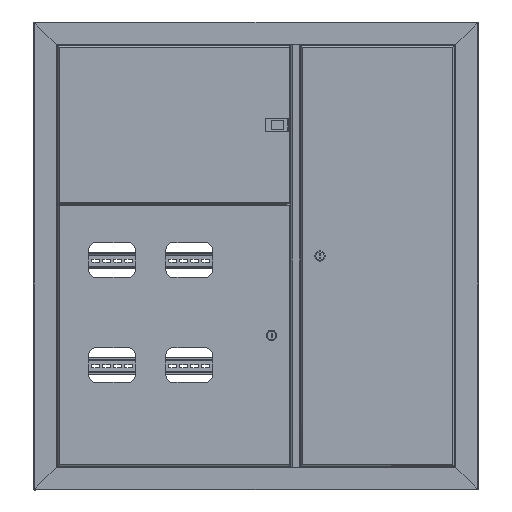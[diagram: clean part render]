
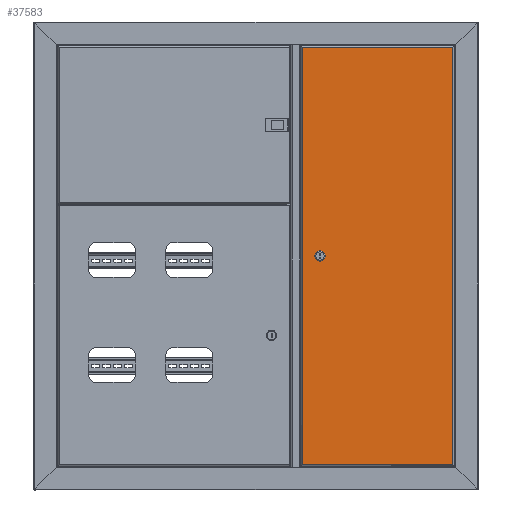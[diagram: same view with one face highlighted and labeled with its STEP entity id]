
A CAD part, top view. The second image highlights one B-rep face of the part: STEP entity #37583.
In plain terms, the highlighted planar face has unit normal (0, 0, 1).
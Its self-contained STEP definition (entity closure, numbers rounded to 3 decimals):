
#536 = CARTESIAN_POINT ( 'NONE',  ( 1.7, 324., 0. ) ) ;
#1357 = ORIENTED_EDGE ( 'NONE', *, *, #44866, .T. ) ;
#1501 = VECTOR ( 'NONE', #4946, 1000. ) ;
#1742 = ORIENTED_EDGE ( 'NONE', *, *, #41032, .F. ) ;
#2686 = EDGE_CURVE ( 'NONE', #43361, #17421, #16936, .T. ) ;
#3421 = CARTESIAN_POINT ( 'NONE',  ( 894.993, 324., 0. ) ) ;
#4109 = VECTOR ( 'NONE', #16674, 1000. ) ;
#4372 = VERTEX_POINT ( 'NONE', #8119 ) ;
#4946 = DIRECTION ( 'NONE',  ( 1., 0., 0. ) ) ;
#5055 = AXIS2_PLACEMENT_3D ( 'NONE', #13613, #42913, #43183 ) ;
#5255 = CARTESIAN_POINT ( 'NONE',  ( 457.45, 40., 0. ) ) ;
#5383 = EDGE_CURVE ( 'NONE', #19314, #26860, #40718, .T. ) ;
#6755 = EDGE_CURVE ( 'NONE', #26860, #45089, #47866, .T. ) ;
#6901 = LINE ( 'NONE', #44359, #13188 ) ;
#8119 = CARTESIAN_POINT ( 'NONE',  ( 894.7, 1.7, 0. ) ) ;
#8317 = ORIENTED_EDGE ( 'NONE', *, *, #34856, .T. ) ;
#8752 = LINE ( 'NONE', #50540, #1501 ) ;
#9743 = AXIS2_PLACEMENT_3D ( 'NONE', #50720, #46371, #30870 ) ;
#9911 = DIRECTION ( 'NONE',  ( 0., 1., 0. ) ) ;
#10417 = DIRECTION ( 'NONE',  ( 0., 0., 1. ) ) ;
#11756 = ORIENTED_EDGE ( 'NONE', *, *, #31773, .T. ) ;
#12329 = CARTESIAN_POINT ( 'NONE',  ( 894.7, 324., 0. ) ) ;
#12461 = CARTESIAN_POINT ( 'NONE',  ( 451.849, 48.5, 0. ) ) ;
#12729 = ORIENTED_EDGE ( 'NONE', *, *, #6755, .F. ) ;
#13188 = VECTOR ( 'NONE', #36479, 1000. ) ;
#13611 = CARTESIAN_POINT ( 'NONE',  ( 444.551, 48.5, 0. ) ) ;
#13613 = CARTESIAN_POINT ( 'NONE',  ( 0., 325.7, 0. ) ) ;
#13993 = CARTESIAN_POINT ( 'NONE',  ( 894.7, 0., 0. ) ) ;
#14969 = EDGE_LOOP ( 'NONE', ( #1357, #44212, #8317, #11756 ) ) ;
#15039 = VERTEX_POINT ( 'NONE', #536 ) ;
#16674 = DIRECTION ( 'NONE',  ( -1., 0., 0. ) ) ;
#16936 = CIRCLE ( 'NONE', #42086, 9.25 ) ;
#17421 = VERTEX_POINT ( 'NONE', #5255 ) ;
#17950 = FACE_OUTER_BOUND ( 'NONE', #14969, .T. ) ;
#19314 = VERTEX_POINT ( 'NONE', #21575 ) ;
#19423 = EDGE_CURVE ( 'NONE', #45089, #43361, #8752, .T. ) ;
#21575 = CARTESIAN_POINT ( 'NONE',  ( 451.849, 48.5, 0. ) ) ;
#23056 = DIRECTION ( 'NONE',  ( 1., 0., 0. ) ) ;
#23111 = CARTESIAN_POINT ( 'NONE',  ( 451.849, 31.5, 0. ) ) ;
#23628 = EDGE_CURVE ( 'NONE', #4372, #41662, #46046, .T. ) ;
#23867 = CARTESIAN_POINT ( 'NONE',  ( 444.551, 31.5, 0. ) ) ;
#26860 = VERTEX_POINT ( 'NONE', #13611 ) ;
#26872 = CARTESIAN_POINT ( 'NONE',  ( 1.7, 1.7, 0. ) ) ;
#26965 = ORIENTED_EDGE ( 'NONE', *, *, #5383, .F. ) ;
#27377 = EDGE_LOOP ( 'NONE', ( #26965, #1742, #37881, #52592, #12729 ) ) ;
#29009 = DIRECTION ( 'NONE',  ( -1., 0., 0. ) ) ;
#30870 = DIRECTION ( 'NONE',  ( 1., 0., 0. ) ) ;
#31391 = VECTOR ( 'NONE', #23056, 1000. ) ;
#31773 = EDGE_CURVE ( 'NONE', #15039, #34352, #6901, .T. ) ;
#31931 = CARTESIAN_POINT ( 'NONE',  ( 448.2, 40., 0. ) ) ;
#33412 = CARTESIAN_POINT ( 'NONE',  ( 1.7, 1.7, 0. ) ) ;
#33587 = VECTOR ( 'NONE', #29009, 1000. ) ;
#34352 = VERTEX_POINT ( 'NONE', #33412 ) ;
#34856 = EDGE_CURVE ( 'NONE', #41662, #15039, #37313, .T. ) ;
#35659 = CARTESIAN_POINT ( 'NONE',  ( 448.2, 40., 0. ) ) ;
#35917 = DIRECTION ( 'NONE',  ( 1., 0., 0. ) ) ;
#36479 = DIRECTION ( 'NONE',  ( 0., -1., 0. ) ) ;
#37313 = LINE ( 'NONE', #3421, #4109 ) ;
#37583 = ADVANCED_FACE ( 'NONE', ( #38322, #17950 ), #38052, .F. ) ;
#37881 = ORIENTED_EDGE ( 'NONE', *, *, #2686, .F. ) ;
#38052 = PLANE ( 'NONE',  #5055 ) ;
#38104 = VECTOR ( 'NONE', #9911, 1000. ) ;
#38322 = FACE_BOUND ( 'NONE', #27377, .T. ) ;
#40718 = LINE ( 'NONE', #12461, #33587 ) ;
#41032 = EDGE_CURVE ( 'NONE', #17421, #19314, #44108, .T. ) ;
#41662 = VERTEX_POINT ( 'NONE', #12329 ) ;
#42086 = AXIS2_PLACEMENT_3D ( 'NONE', #35659, #10417, #35917 ) ;
#42913 = DIRECTION ( 'NONE',  ( 0., 0., -1. ) ) ;
#43183 = DIRECTION ( 'NONE',  ( -1., 0., 0. ) ) ;
#43361 = VERTEX_POINT ( 'NONE', #23111 ) ;
#44108 = CIRCLE ( 'NONE', #51895, 9.25 ) ;
#44212 = ORIENTED_EDGE ( 'NONE', *, *, #23628, .T. ) ;
#44359 = CARTESIAN_POINT ( 'NONE',  ( 1.7, 324.293, 0. ) ) ;
#44866 = EDGE_CURVE ( 'NONE', #34352, #4372, #47220, .T. ) ;
#45089 = VERTEX_POINT ( 'NONE', #23867 ) ;
#46046 = LINE ( 'NONE', #13993, #38104 ) ;
#46371 = DIRECTION ( 'NONE',  ( 0., 0., 1. ) ) ;
#47220 = LINE ( 'NONE', #26872, #31391 ) ;
#47866 = CIRCLE ( 'NONE', #9743, 9.25 ) ;
#47956 = DIRECTION ( 'NONE',  ( 1., 0., 0. ) ) ;
#48230 = DIRECTION ( 'NONE',  ( 0., 0., 1. ) ) ;
#50540 = CARTESIAN_POINT ( 'NONE',  ( 451.849, 31.5, 0. ) ) ;
#50720 = CARTESIAN_POINT ( 'NONE',  ( 448.2, 40., 0. ) ) ;
#51895 = AXIS2_PLACEMENT_3D ( 'NONE', #31931, #48230, #47956 ) ;
#52592 = ORIENTED_EDGE ( 'NONE', *, *, #19423, .F. ) ;
